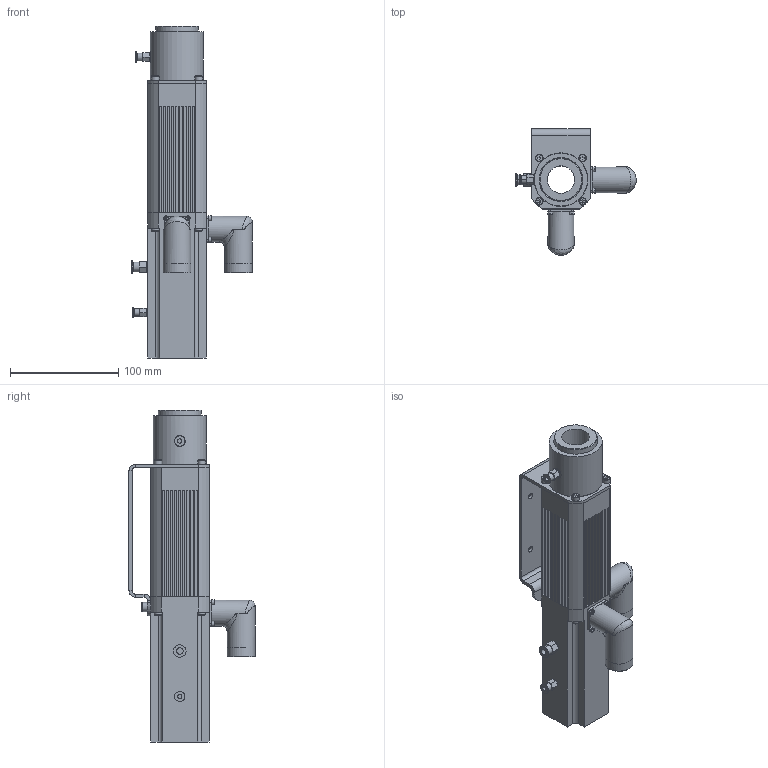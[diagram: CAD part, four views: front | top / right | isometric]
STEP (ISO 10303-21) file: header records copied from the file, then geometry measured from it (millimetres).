
FILE_DESCRIPTION((''),'2;1');
FILE_NAME('Alliance_2_DOF.stp','2011-05-03T14:16:54',('Alliance'),(''),'Autodesk Inventor 2010','Autodesk Inventor 2010','');
FILE_SCHEMA(('AUTOMOTIVE_DESIGN { 1 0 10303 214 1 1 1 1 }'));
Length unit declared in the file: millimetre
Products named in the file (11): DB025-06-L; ONDERHUIS; BOVENHUIS; 16225; 16230; DIN 6912 M4 x 10; connector; Broached Socket Head Cap Screw - Metric M2,5x0,45 x 4; BEUGEL; Broached Socket Head Cap Screw - Metric M4x0,7 x 6; Broached Socket Head Cap Screw - Metric M5x0,8 x 8
Assembly tree (26 placements, depth 2):
  DB025-06-L
    ONDERHUIS
    BOVENHUIS
    16225  x2
    16230
    DIN 6912 M4 x 10  x4
    connector  x2
    Broached Socket Head Cap Screw - Metric M2,5x0,45 x 4  x8
    BEUGEL
    Broached Socket Head Cap Screw - Metric M4x0,7 x 6  x4
    Broached Socket Head Cap Screw - Metric M5x0,8 x 8  x2
Bounding box: 111.2 x 116.5 x 306.55 mm (x, y, z)
Volume: 651836.3 mm3; surface area: 152764.9 mm2
Topology: 26 solids, 27 shells, 687 faces, 1634 edges, 1058 vertices
Faces by surface type: plane 419, bspline 112, cylinder 96, cone 46, torus 14
Full cylindrical faces by diameter (mm): 2 x4, 2.5 x8, 4 x8, 4.5 x12, 5 x2, 7 x8, 8.5 x2, 23.8 x2, 25.6 x2, 30 x1, 39.497 x1, 49 x1, 49.4 x1, 49.5 x1
Entity records: 14288 total; most frequent: CARTESIAN_POINT 4397, ORIENTED_EDGE 1910, DIRECTION 1871, EDGE_CURVE 955, VECTOR 693, LINE 693, VERTEX_POINT 664, AXIS2_PLACEMENT_3D 589
